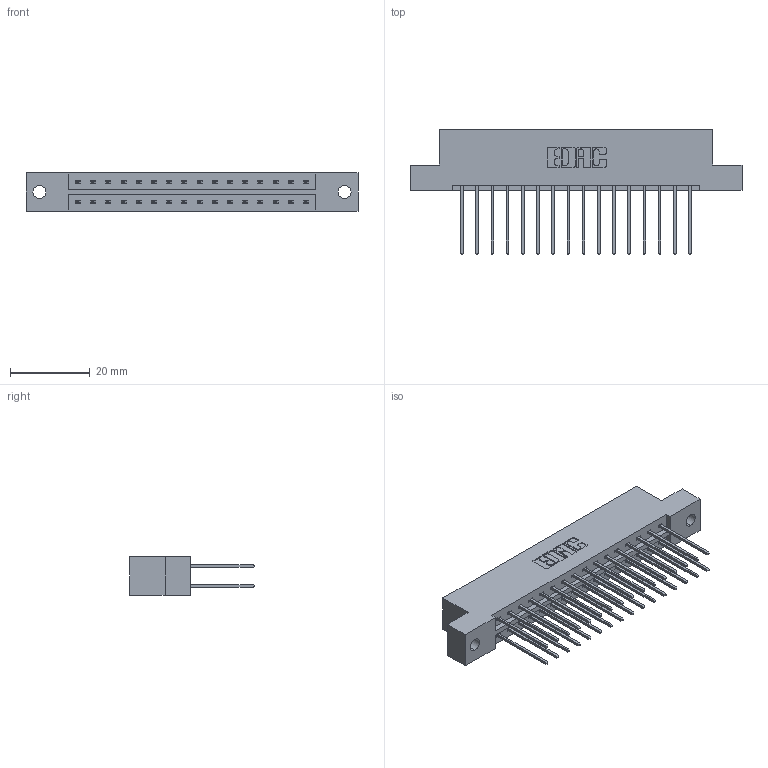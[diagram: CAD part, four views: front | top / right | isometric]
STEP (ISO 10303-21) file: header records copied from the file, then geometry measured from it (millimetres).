
FILE_DESCRIPTION (( 'STEP AP203' ), '1' );
FILE_NAME ('379-032-542-202.STEP', '2020-09-30T17:14:49', ( '' ), ( '' ), 'SwSTEP 2.0', 'SolidWorks 2020', '' );
FILE_SCHEMA (( 'CONFIG_CONTROL_DESIGN' ));
Length unit declared in the file: inch
Products named in the file (3): 379 Part_Flush - .128 Dia; 379-032-542-202; 345-292-001_345-293-142
Assembly tree (33 placements, depth 2):
  379-032-542-202
    379 Part_Flush - .128 Dia
    345-292-001_345-293-142  x32
Bounding box: 83.19 x 31.29 x 9.53 mm (x, y, z)
Volume: 8647.4 mm3; surface area: 9945.3 mm2
Topology: 33 solids, 33 shells, 1778 faces, 5271 edges, 3470 vertices
Faces by surface type: plane 1222, cylinder 556
Entity records: 13677 total; most frequent: CARTESIAN_POINT 2298, ORIENTED_EDGE 2234, DIRECTION 2009, EDGE_CURVE 1117, LINE 989, VECTOR 989, VERTEX_POINT 742, AXIS2_PLACEMENT_3D 510
